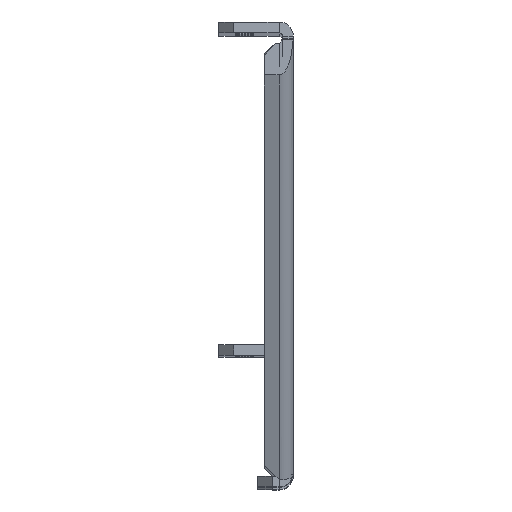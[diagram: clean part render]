
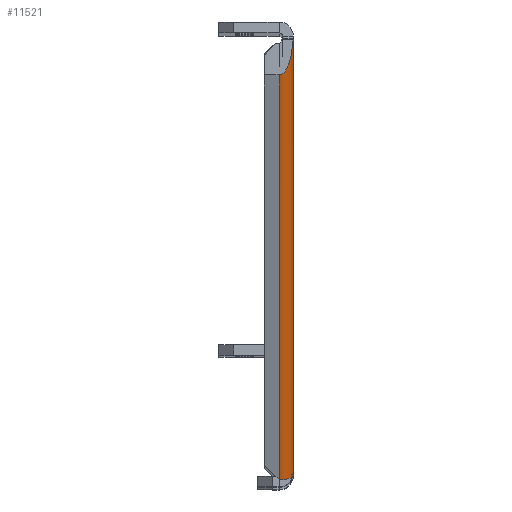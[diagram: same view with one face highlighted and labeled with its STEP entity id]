
A CAD part, top view. The second image highlights one B-rep face of the part: STEP entity #11521.
In plain terms, the highlighted cylindrical face has radius 3.023 mm (diameter 6.045 mm), a partial arc.
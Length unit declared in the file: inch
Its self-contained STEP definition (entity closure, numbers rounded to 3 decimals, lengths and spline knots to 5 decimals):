
#166 = CARTESIAN_POINT ( 'NONE',  ( 0., -3.78415, -1.31773 ) ) ;
#398 = EDGE_CURVE ( 'NONE', #400, #2625, #6018, .T. ) ;
#400 = VERTEX_POINT ( 'NONE', #12786 ) ;
#650 = CARTESIAN_POINT ( 'NONE',  ( -0.119, -0.44298, 0.025 ) ) ;
#1112 = CIRCLE ( 'NONE', #11059, 0.119 ) ;
#1645 = CARTESIAN_POINT ( 'NONE',  ( -0.119, -0.13815, 0.00931 ) ) ;
#1789 = EDGE_LOOP ( 'NONE', ( #2462, #10119, #5991, #8262, #6220 ) ) ;
#1856 = LINE ( 'NONE', #12036, #12949 ) ;
#1974 = CARTESIAN_POINT ( 'NONE',  ( -0.119, -3.82485, -1.2059 ) ) ;
#2047 = DIRECTION ( 'NONE',  ( 0., -0.94, -0.342 ) ) ;
#2277 = VERTEX_POINT ( 'NONE', #1974 ) ;
#2462 = ORIENTED_EDGE ( 'NONE', *, *, #11805, .F. ) ;
#2577 = CARTESIAN_POINT ( 'NONE',  ( -0.119, -3.78415, -1.31773 ) ) ;
#2625 = VERTEX_POINT ( 'NONE', #650 ) ;
#2865 = VERTEX_POINT ( 'NONE', #166 ) ;
#3500 = DIRECTION ( 'NONE',  ( 0., -0.94, -0.342 ) ) ;
#3587 = DIRECTION ( 'NONE',  ( 0., 0.94, 0.342 ) ) ;
#3638 = AXIS2_PLACEMENT_3D ( 'NONE', #1645, #11715, #6806 ) ;
#4042 = EDGE_CURVE ( 'NONE', #10214, #2865, #1856, .T. ) ;
#4272 = DIRECTION ( 'NONE',  ( 0., -0.342, 0.94 ) ) ;
#4721 = LINE ( 'NONE', #7719, #8593 ) ;
#5415 = CARTESIAN_POINT ( 'NONE',  ( -0.119, -0.13815, 0.00931 ) ) ;
#5991 = ORIENTED_EDGE ( 'NONE', *, *, #8028, .T. ) ;
#6018 =( BOUNDED_CURVE ( )  B_SPLINE_CURVE ( 3, ( #6757, #11854, #12857, #8938 ),
 .UNSPECIFIED., .F., .T. ) 
 B_SPLINE_CURVE_WITH_KNOTS ( ( 4, 4 ),
 ( 1.71157, 3.14159 ),
 .UNSPECIFIED. ) 
 CURVE ( )  GEOMETRIC_REPRESENTATION_ITEM ( )  RATIONAL_B_SPLINE_CURVE ( ( 1., 0.837, 0.837, 1. ) ) 
 REPRESENTATION_ITEM ( '' )  );
#6220 = ORIENTED_EDGE ( 'NONE', *, *, #4042, .F. ) ;
#6710 = CIRCLE ( 'NONE', #8804, 0.119 ) ;
#6757 = CARTESIAN_POINT ( 'NONE',  ( -0.00118, -0.14386, 0.025 ) ) ;
#6806 = DIRECTION ( 'NONE',  ( 0., -0.342, 0.94 ) ) ;
#7719 = CARTESIAN_POINT ( 'NONE',  ( -0.119, -3.82485, -1.2059 ) ) ;
#7791 = FACE_OUTER_BOUND ( 'NONE', #1789, .T. ) ;
#7914 = EDGE_CURVE ( 'NONE', #2865, #2277, #6710, .T. ) ;
#7972 = CARTESIAN_POINT ( 'NONE',  ( 0., -0.13815, 0.00931 ) ) ;
#8028 = EDGE_CURVE ( 'NONE', #2625, #2277, #4721, .T. ) ;
#8262 = ORIENTED_EDGE ( 'NONE', *, *, #7914, .F. ) ;
#8593 = VECTOR ( 'NONE', #8769, 39.37008 ) ;
#8769 = DIRECTION ( 'NONE',  ( 0., -0.94, -0.342 ) ) ;
#8804 = AXIS2_PLACEMENT_3D ( 'NONE', #2577, #3500, #4272 ) ;
#8938 = CARTESIAN_POINT ( 'NONE',  ( -0.119, -0.44298, 0.025 ) ) ;
#10119 = ORIENTED_EDGE ( 'NONE', *, *, #398, .T. ) ;
#10214 = VERTEX_POINT ( 'NONE', #7972 ) ;
#10540 = DIRECTION ( 'NONE',  ( 0., -0.342, 0.94 ) ) ;
#11059 = AXIS2_PLACEMENT_3D ( 'NONE', #5415, #3587, #10540 ) ;
#11521 = ADVANCED_FACE ( 'NONE', ( #7791 ), #11774, .T. ) ;
#11715 = DIRECTION ( 'NONE',  ( 0., 0.94, 0.342 ) ) ;
#11774 = CYLINDRICAL_SURFACE ( 'NONE', #3638, 0.119 ) ;
#11805 = EDGE_CURVE ( 'NONE', #400, #10214, #1112, .T. ) ;
#11854 = CARTESIAN_POINT ( 'NONE',  ( -0.0099, -0.32382, 0.025 ) ) ;
#12036 = CARTESIAN_POINT ( 'NONE',  ( 0., -0.13815, 0.00931 ) ) ;
#12786 = CARTESIAN_POINT ( 'NONE',  ( -0.00118, -0.14386, 0.025 ) ) ;
#12857 = CARTESIAN_POINT ( 'NONE',  ( -0.05684, -0.44298, 0.025 ) ) ;
#12949 = VECTOR ( 'NONE', #2047, 39.37008 ) ;
